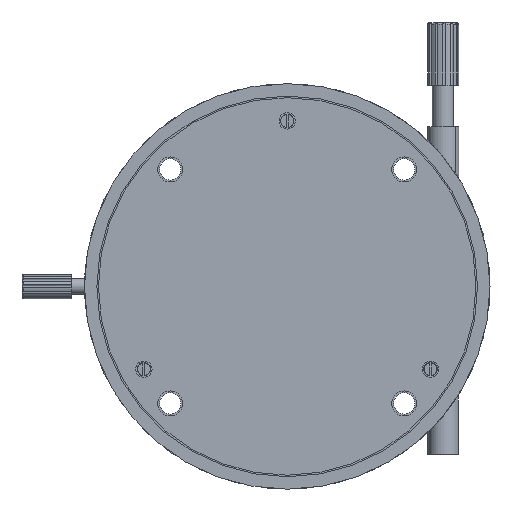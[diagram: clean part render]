
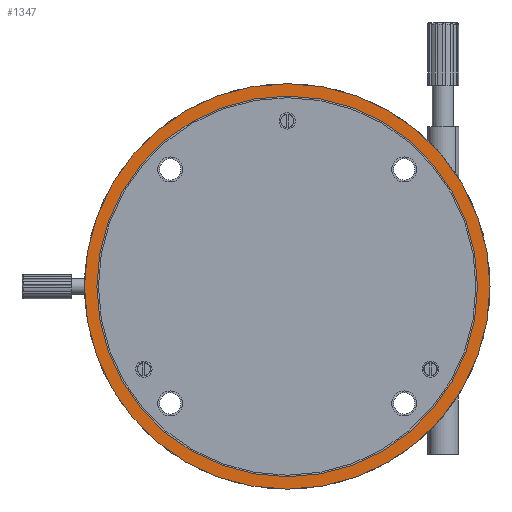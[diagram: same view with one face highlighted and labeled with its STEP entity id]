
A CAD part, front view. The second image highlights one B-rep face of the part: STEP entity #1347.
In plain terms, the highlighted planar face has unit normal (0, -1, 0).
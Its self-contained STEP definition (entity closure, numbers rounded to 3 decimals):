
#1211 = EDGE_CURVE ( 'NONE', #6807, #6803, #13083, .T. ) ;
#1347 = ADVANCED_FACE ( 'NONE', ( #7475, #7801 ), #10384, .F. ) ;
#1945 = EDGE_CURVE ( 'NONE', #6826, #6806, #13596, .T. ) ;
#2048 = EDGE_CURVE ( 'NONE', #6806, #6826, #13328, .T. ) ;
#2065 = EDGE_CURVE ( 'NONE', #6803, #6807, #13400, .T. ) ;
#2073 = AXIS2_PLACEMENT_3D ( 'NONE', #7333, #7334, #7335 ) ;
#2318 = AXIS2_PLACEMENT_3D ( 'NONE', #7282, #7283, #7284 ) ;
#4883 = AXIS2_PLACEMENT_3D ( 'NONE', #9422, #9423, #9424 ) ;
#6352 = EDGE_LOOP ( 'NONE', ( #10831, #10793 ) ) ;
#6353 = EDGE_LOOP ( 'NONE', ( #10821, #10848 ) ) ;
#6803 = VERTEX_POINT ( 'NONE', #11864 ) ;
#6806 = VERTEX_POINT ( 'NONE', #11867 ) ;
#6807 = VERTEX_POINT ( 'NONE', #11868 ) ;
#6826 = VERTEX_POINT ( 'NONE', #11887 ) ;
#7282 = CARTESIAN_POINT ( 'NONE',  ( -4.739, -23.013, 0. ) ) ;
#7283 = DIRECTION ( 'NONE',  ( 0., 1., 0. ) ) ;
#7284 = DIRECTION ( 'NONE',  ( 0., 0., 1. ) ) ;
#7333 = CARTESIAN_POINT ( 'NONE',  ( -4.739, -23.013, 0. ) ) ;
#7334 = DIRECTION ( 'NONE',  ( 0., -1., 0. ) ) ;
#7335 = DIRECTION ( 'NONE',  ( 0., 0., -1. ) ) ;
#7475 = FACE_BOUND ( 'NONE', #6352, .T. ) ;
#7706 = AXIS2_PLACEMENT_3D ( 'NONE', #10385, #10386, #10387 ) ;
#7801 = FACE_OUTER_BOUND ( 'NONE', #6353, .T. ) ;
#7823 = AXIS2_PLACEMENT_3D ( 'NONE', #9993, #9994, #9995 ) ;
#9422 = CARTESIAN_POINT ( 'NONE',  ( -4.739, -23.013, 0. ) ) ;
#9423 = DIRECTION ( 'NONE',  ( 0., 1., 0. ) ) ;
#9424 = DIRECTION ( 'NONE',  ( 0., 0., 1. ) ) ;
#9993 = CARTESIAN_POINT ( 'NONE',  ( -4.739, -23.013, 0. ) ) ;
#9994 = DIRECTION ( 'NONE',  ( 0., -1., 0. ) ) ;
#9995 = DIRECTION ( 'NONE',  ( 0., 0., -1. ) ) ;
#10384 = PLANE ( 'NONE',  #7706 ) ;
#10385 = CARTESIAN_POINT ( 'NONE',  ( -4.739, -23.013, 0. ) ) ;
#10386 = DIRECTION ( 'NONE',  ( 0., 1., 0. ) ) ;
#10387 = DIRECTION ( 'NONE',  ( 0., 0., 1. ) ) ;
#10793 = ORIENTED_EDGE ( 'NONE', *, *, #2065, .F. ) ;
#10821 = ORIENTED_EDGE ( 'NONE', *, *, #1945, .F. ) ;
#10831 = ORIENTED_EDGE ( 'NONE', *, *, #1211, .F. ) ;
#10848 = ORIENTED_EDGE ( 'NONE', *, *, #2048, .F. ) ;
#11864 = CARTESIAN_POINT ( 'NONE',  ( -4.739, -23.013, 61. ) ) ;
#11867 = CARTESIAN_POINT ( 'NONE',  ( -4.739, -23.013, 65. ) ) ;
#11868 = CARTESIAN_POINT ( 'NONE',  ( -4.739, -23.013, -61. ) ) ;
#11887 = CARTESIAN_POINT ( 'NONE',  ( -4.739, -23.013, -65. ) ) ;
#13083 = CIRCLE ( 'NONE', #7823, 61. ) ;
#13328 = CIRCLE ( 'NONE', #2318, 65. ) ;
#13400 = CIRCLE ( 'NONE', #2073, 61. ) ;
#13596 = CIRCLE ( 'NONE', #4883, 65. ) ;
